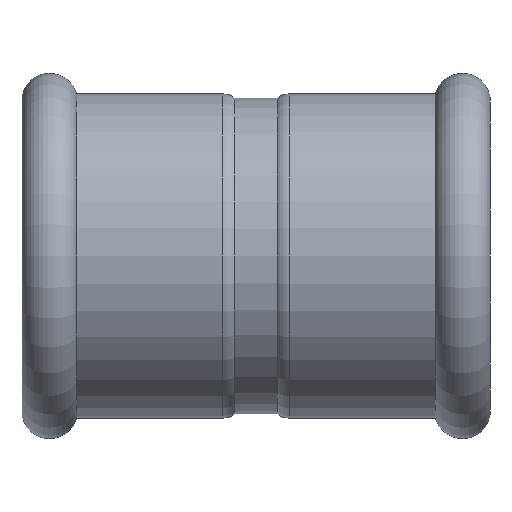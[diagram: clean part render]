
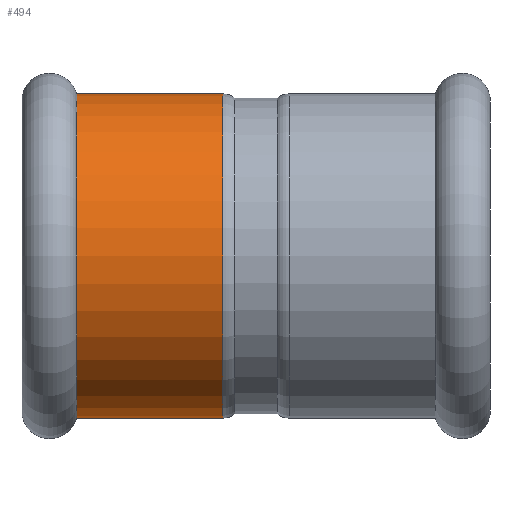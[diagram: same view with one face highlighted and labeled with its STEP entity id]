
A CAD part, front view. The second image highlights one B-rep face of the part: STEP entity #494.
In plain terms, the highlighted cylindrical face has radius 28.75 mm (diameter 57.5 mm), a full revolution.
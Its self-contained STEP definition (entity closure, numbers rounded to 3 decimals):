
#23=LINE('',#931,#35);
#35=VECTOR('',#755,28.75);
#46=CYLINDRICAL_SURFACE('',#588,28.75);
#64=FACE_OUTER_BOUND('',#86,.T.);
#86=EDGE_LOOP('',(#400,#401,#402,#403,#404,#405,#406,#407));
#115=CIRCLE('',#548,28.75);
#116=CIRCLE('',#549,28.75);
#117=CIRCLE('',#550,28.75);
#140=CIRCLE('',#581,28.75);
#145=CIRCLE('',#586,28.75);
#146=CIRCLE('',#587,28.75);
#183=VERTEX_POINT('',#858);
#184=VERTEX_POINT('',#860);
#185=VERTEX_POINT('',#862);
#204=VERTEX_POINT('',#917);
#205=VERTEX_POINT('',#918);
#209=VERTEX_POINT('',#927);
#247=EDGE_CURVE('',#184,#183,#115,.T.);
#248=EDGE_CURVE('',#185,#184,#116,.T.);
#249=EDGE_CURVE('',#183,#185,#117,.T.);
#276=EDGE_CURVE('',#204,#205,#140,.T.);
#281=EDGE_CURVE('',#205,#209,#145,.T.);
#282=EDGE_CURVE('',#209,#204,#146,.T.);
#283=EDGE_CURVE('',#184,#209,#23,.T.);
#400=ORIENTED_EDGE('',*,*,#248,.T.);
#401=ORIENTED_EDGE('',*,*,#283,.T.);
#402=ORIENTED_EDGE('',*,*,#281,.F.);
#403=ORIENTED_EDGE('',*,*,#276,.F.);
#404=ORIENTED_EDGE('',*,*,#282,.F.);
#405=ORIENTED_EDGE('',*,*,#283,.F.);
#406=ORIENTED_EDGE('',*,*,#247,.T.);
#407=ORIENTED_EDGE('',*,*,#249,.T.);
#494=ADVANCED_FACE('',(#64),#46,.T.);
#548=AXIS2_PLACEMENT_3D('',#861,#669,#670);
#549=AXIS2_PLACEMENT_3D('',#863,#671,#672);
#550=AXIS2_PLACEMENT_3D('',#864,#673,#674);
#581=AXIS2_PLACEMENT_3D('',#919,#739,#740);
#586=AXIS2_PLACEMENT_3D('',#928,#749,#750);
#587=AXIS2_PLACEMENT_3D('',#929,#751,#752);
#588=AXIS2_PLACEMENT_3D('',#930,#753,#754);
#669=DIRECTION('center_axis',(1.,0.,0.));
#670=DIRECTION('ref_axis',(0.,1.,0.));
#671=DIRECTION('center_axis',(1.,0.,0.));
#672=DIRECTION('ref_axis',(0.,1.,0.));
#673=DIRECTION('center_axis',(1.,0.,0.));
#674=DIRECTION('ref_axis',(0.,1.,0.));
#739=DIRECTION('center_axis',(1.,0.,0.));
#740=DIRECTION('ref_axis',(0.,1.,0.));
#749=DIRECTION('center_axis',(1.,0.,0.));
#750=DIRECTION('ref_axis',(0.,1.,0.));
#751=DIRECTION('center_axis',(1.,0.,0.));
#752=DIRECTION('ref_axis',(0.,1.,0.));
#753=DIRECTION('center_axis',(1.,0.,0.));
#754=DIRECTION('ref_axis',(0.,1.,0.));
#755=DIRECTION('',(1.,0.,0.));
#858=CARTESIAN_POINT('',(-31.807,0.,-28.75));
#860=CARTESIAN_POINT('',(-31.807,-28.75,0.));
#861=CARTESIAN_POINT('Origin',(-31.807,0.,0.));
#862=CARTESIAN_POINT('',(-31.807,28.75,0.));
#863=CARTESIAN_POINT('Origin',(-31.807,0.,0.));
#864=CARTESIAN_POINT('Origin',(-31.807,0.,0.));
#917=CARTESIAN_POINT('',(-5.9,28.75,0.));
#918=CARTESIAN_POINT('',(-5.9,0.,28.75));
#919=CARTESIAN_POINT('Origin',(-5.9,0.,0.));
#927=CARTESIAN_POINT('',(-5.9,-28.75,0.));
#928=CARTESIAN_POINT('Origin',(-5.9,0.,0.));
#929=CARTESIAN_POINT('Origin',(-5.9,0.,0.));
#930=CARTESIAN_POINT('Origin',(-18.853,0.,0.));
#931=CARTESIAN_POINT('',(-18.853,-28.75,0.));
